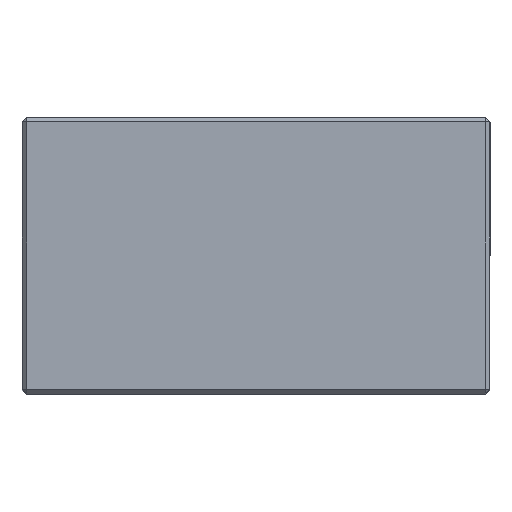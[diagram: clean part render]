
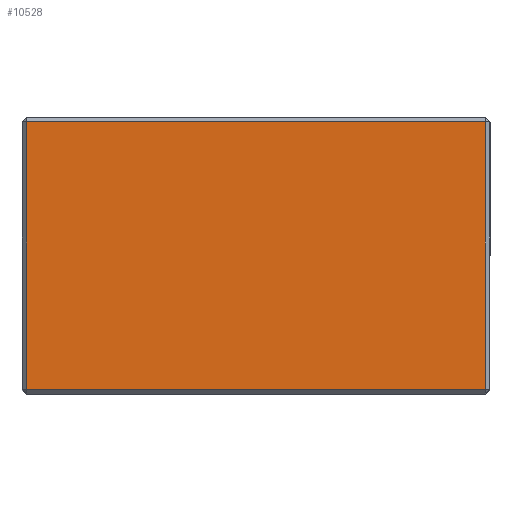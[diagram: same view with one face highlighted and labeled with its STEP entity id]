
A CAD part, top view. The second image highlights one B-rep face of the part: STEP entity #10528.
In plain terms, the highlighted face is planar.
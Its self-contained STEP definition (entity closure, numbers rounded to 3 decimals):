
#373 = CARTESIAN_POINT ( 'NONE',  ( 0., 0., 12.192 ) ) ;
#502 = VECTOR ( 'NONE', #2262, 1000. ) ;
#696 = LINE ( 'NONE', #373, #10037 ) ;
#729 = DIRECTION ( 'NONE',  ( 1., 0., 0. ) ) ;
#1199 = CARTESIAN_POINT ( 'NONE',  ( 0., 0., -12.192 ) ) ;
#2121 = DIRECTION ( 'NONE',  ( 0., 0., -1. ) ) ;
#2262 = DIRECTION ( 'NONE',  ( 0., 0., 1. ) ) ;
#2363 = CARTESIAN_POINT ( 'NONE',  ( 0., 14.478, -12.192 ) ) ;
#2491 = ORIENTED_EDGE ( 'NONE', *, *, #11778, .T. ) ;
#2653 = CARTESIAN_POINT ( 'NONE',  ( 0., 0.254, 12.192 ) ) ;
#3088 = ORIENTED_EDGE ( 'NONE', *, *, #9869, .T. ) ;
#3585 = LINE ( 'NONE', #3985, #7699 ) ;
#3746 = VECTOR ( 'NONE', #5847, 1000. ) ;
#3985 = CARTESIAN_POINT ( 'NONE',  ( 0., 14.478, 12.446 ) ) ;
#4397 = PLANE ( 'NONE',  #8424 ) ;
#4497 = EDGE_CURVE ( 'NONE', #5843, #11422, #696, .T. ) ;
#4722 = VERTEX_POINT ( 'NONE', #7254 ) ;
#5159 = VERTEX_POINT ( 'NONE', #2363 ) ;
#5369 = FACE_OUTER_BOUND ( 'NONE', #6058, .T. ) ;
#5843 = VERTEX_POINT ( 'NONE', #2653 ) ;
#5847 = DIRECTION ( 'NONE',  ( 0., -1., 0. ) ) ;
#6006 = CARTESIAN_POINT ( 'NONE',  ( 0., 0.254, 12.446 ) ) ;
#6058 = EDGE_LOOP ( 'NONE', ( #6590, #2491, #3088, #10455 ) ) ;
#6590 = ORIENTED_EDGE ( 'NONE', *, *, #4497, .T. ) ;
#7234 = DIRECTION ( 'NONE',  ( 0., 0., -1. ) ) ;
#7254 = CARTESIAN_POINT ( 'NONE',  ( 0., 0.254, -12.192 ) ) ;
#7699 = VECTOR ( 'NONE', #2121, 1000. ) ;
#7933 = LINE ( 'NONE', #6006, #502 ) ;
#8424 = AXIS2_PLACEMENT_3D ( 'NONE', #10019, #729, #7234 ) ;
#8767 = EDGE_CURVE ( 'NONE', #4722, #5843, #7933, .T. ) ;
#9639 = CARTESIAN_POINT ( 'NONE',  ( 0., 14.478, 12.192 ) ) ;
#9709 = DIRECTION ( 'NONE',  ( 0., 1., 0. ) ) ;
#9869 = EDGE_CURVE ( 'NONE', #5159, #4722, #11185, .T. ) ;
#10019 = CARTESIAN_POINT ( 'NONE',  ( 0., 0., 12.446 ) ) ;
#10037 = VECTOR ( 'NONE', #9709, 1000. ) ;
#10455 = ORIENTED_EDGE ( 'NONE', *, *, #8767, .T. ) ;
#10528 = ADVANCED_FACE ( 'NONE', ( #5369 ), #4397, .F. ) ;
#11185 = LINE ( 'NONE', #1199, #3746 ) ;
#11422 = VERTEX_POINT ( 'NONE', #9639 ) ;
#11778 = EDGE_CURVE ( 'NONE', #11422, #5159, #3585, .T. ) ;
